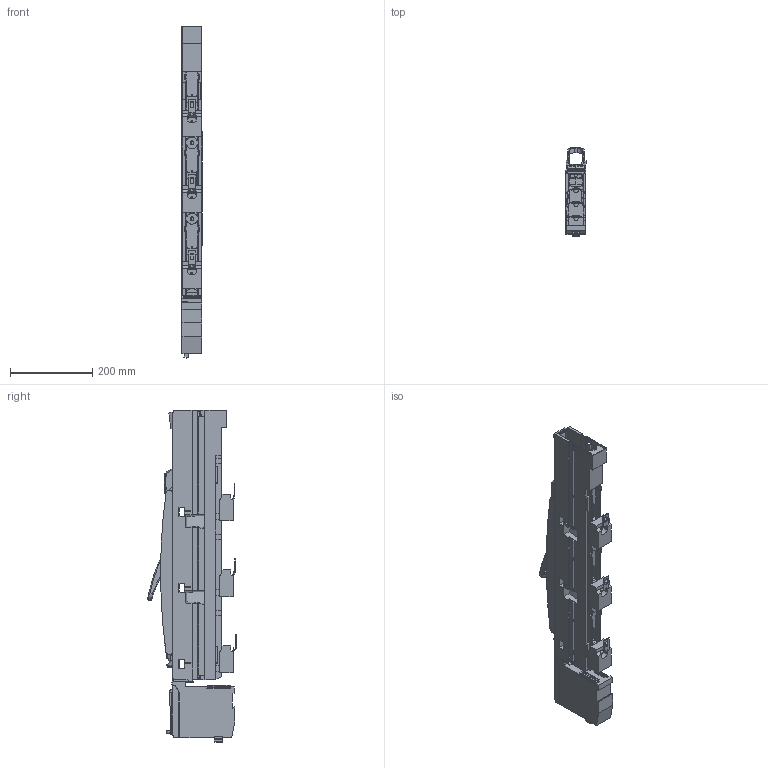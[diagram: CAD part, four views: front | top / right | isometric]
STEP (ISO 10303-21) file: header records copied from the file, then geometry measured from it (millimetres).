
FILE_DESCRIPTION((''),'2;1');
FILE_NAME('1SEP622696R0001','2023-03-29T17:51:45',('sarey'),(''),'CREO PARAMETRIC BY PTC INC, 2017260','CREO PARAMETRIC BY PTC INC, 2017260','');
FILE_SCHEMA(('AUTOMOTIVE_DESIGN { 1 0 10303 214 1 1 1 1 }'));
Products named in the file (1): 1SEP622696R0001
Bounding box: 48.99 x 215.68 x 809.21 mm (x, y, z)
Surface area: 602064 mm2 (no closed solid volume)
Topology: 0 solids, 183 shells, 2130 faces, 9150 edges, 7116 vertices
Faces by surface type: plane 1489, cylinder 492, extrusion 69, cone 30, torus 24, bspline 16, sphere 10
Entity records: 127107 total; most frequent: CARTESIAN_POINT 31251, ORIENTED_EDGE 14503, DIRECTION 12168, EDGE_CURVE 9135, PRESENTATION_STYLE_ASSIGNMENT 7428, STYLED_ITEM 7428, VERTEX_POINT 7116, CURVE_STYLE 6689
